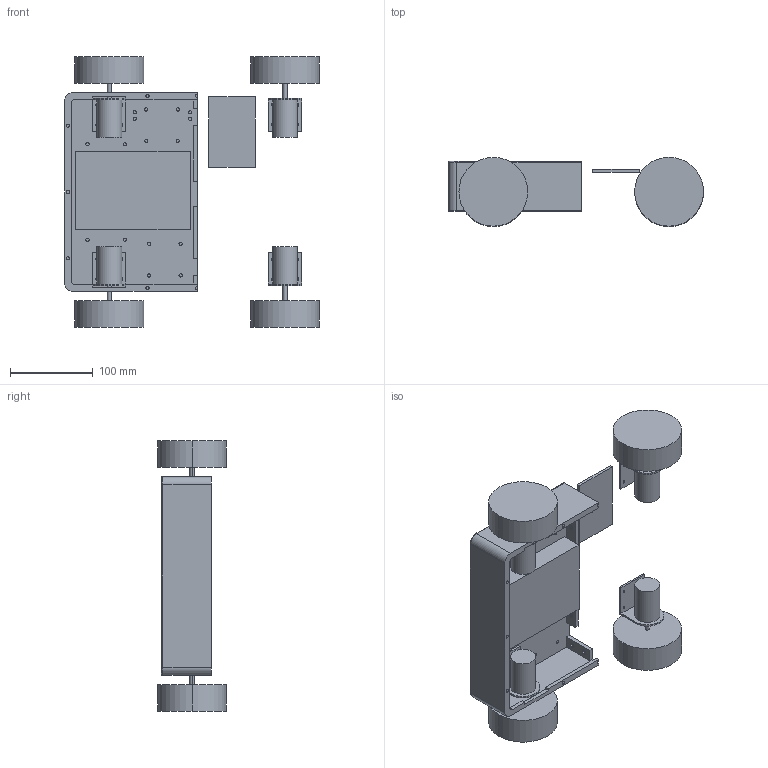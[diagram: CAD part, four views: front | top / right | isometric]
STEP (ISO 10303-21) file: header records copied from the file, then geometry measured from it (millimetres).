
FILE_DESCRIPTION (( 'STEP AP214' ), '1' );
FILE_NAME ('Baron project_half2.STEP', '2023-02-22T05:45:34', ( '' ), ( '' ), 'SwSTEP 2.0', 'SolidWorks 2020', '' );
FILE_SCHEMA (( 'AUTOMOTIVE_DESIGN' ));
Length unit declared in the file: millimetre
Products named in the file (1): Baron project_half2
Bounding box: 307.5 x 83 x 326 mm (x, y, z)
Volume: 1521610.9 mm3; surface area: 322201 mm2
Topology: 7 solids, 7 shells, 327 faces, 764 edges, 504 vertices
Faces by surface type: cylinder 185, plane 136, torus 6
Entity records: 9678 total; most frequent: DIRECTION 1796, CARTESIAN_POINT 1596, ORIENTED_EDGE 1528, EDGE_CURVE 764, AXIS2_PLACEMENT_3D 704, VERTEX_POINT 504, EDGE_LOOP 432, VECTOR 388
